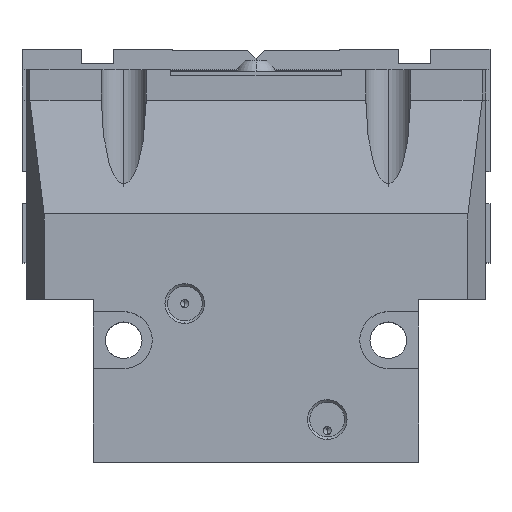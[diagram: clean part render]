
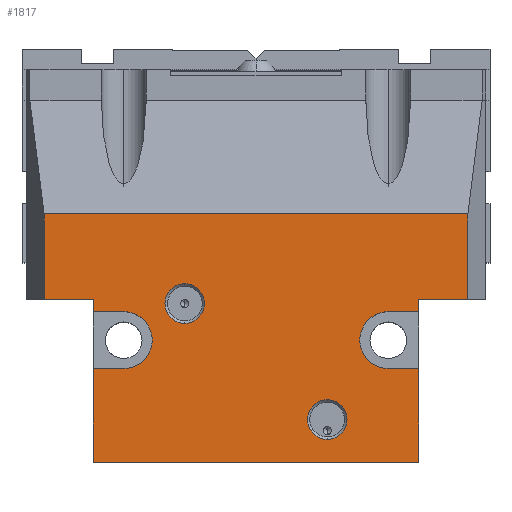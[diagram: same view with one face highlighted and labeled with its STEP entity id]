
A CAD part, top view. The second image highlights one B-rep face of the part: STEP entity #1817.
In plain terms, the highlighted planar face has unit normal (0, 0, 1).
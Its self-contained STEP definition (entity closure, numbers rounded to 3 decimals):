
#1817 = ADVANCED_FACE( '', ( #5307, #5308, #5309 ), #5310, .T. );
#2031 = VERTEX_POINT( '', #5537 );
#2057 = VERTEX_POINT( '', #5566 );
#2059 = VERTEX_POINT( '', #5568 );
#2231 = EDGE_CURVE( '', #2059, #5029, #5762, .T. );
#2275 = VERTEX_POINT( '', #5811 );
#2373 = EDGE_CURVE( '', #4307, #2387, #5924, .T. );
#2387 = VERTEX_POINT( '', #5938 );
#2507 = VERTEX_POINT( '', #6080 );
#2601 = EDGE_CURVE( '', #3415, #4697, #6187, .T. );
#2737 = VERTEX_POINT( '', #6333 );
#2785 = VERTEX_POINT( '', #6387 );
#2929 = EDGE_CURVE( '', #2785, #5067, #6547, .T. );
#2939 = EDGE_CURVE( '', #2057, #2737, #6558, .T. );
#3029 = VERTEX_POINT( '', #6664 );
#3207 = EDGE_CURVE( '', #3711, #2275, #6861, .T. );
#3369 = VERTEX_POINT( '', #7035 );
#3415 = VERTEX_POINT( '', #7089 );
#3625 = EDGE_CURVE( '', #4307, #2737, #7323, .T. );
#3635 = EDGE_CURVE( '', #2275, #4445, #7334, .T. );
#3711 = VERTEX_POINT( '', #7416 );
#3795 = EDGE_CURVE( '', #3995, #2059, #7505, .T. );
#3969 = EDGE_CURVE( '', #4445, #3029, #7702, .T. );
#3995 = VERTEX_POINT( '', #7730 );
#4173 = EDGE_CURVE( '', #2031, #3995, #7930, .T. );
#4307 = VERTEX_POINT( '', #8075 );
#4445 = VERTEX_POINT( '', #8229 );
#4447 = EDGE_CURVE( '', #3029, #2031, #8231, .T. );
#4479 = EDGE_CURVE( '', #4739, #3369, #8263, .T. );
#4655 = EDGE_CURVE( '', #3369, #4739, #8459, .T. );
#4675 = EDGE_CURVE( '', #5067, #2785, #8481, .T. );
#4697 = VERTEX_POINT( '', #8505 );
#4707 = EDGE_CURVE( '', #5167, #2507, #8516, .T. );
#4731 = EDGE_CURVE( '', #5029, #3415, #8541, .T. );
#4735 = EDGE_CURVE( '', #2507, #3711, #8545, .T. );
#4739 = VERTEX_POINT( '', #8549 );
#4847 = EDGE_CURVE( '', #4697, #2057, #8676, .T. );
#5029 = VERTEX_POINT( '', #8877 );
#5031 = EDGE_CURVE( '', #2387, #5167, #8879, .T. );
#5067 = VERTEX_POINT( '', #8919 );
#5167 = VERTEX_POINT( '', #9028 );
#5307 = FACE_BOUND( '', #9182, .T. );
#5308 = FACE_BOUND( '', #9183, .T. );
#5309 = FACE_OUTER_BOUND( '', #9184, .T. );
#5310 = PLANE( '', #9185 );
#5537 = CARTESIAN_POINT( '', ( -52.07, 61.01, 29.5 ) );
#5566 = CARTESIAN_POINT( '', ( -40., 23., 29.5 ) );
#5568 = CARTESIAN_POINT( '', ( -40., 40., 29.5 ) );
#5762 = LINE( '', #9827, #9828 );
#5811 = CARTESIAN_POINT( '', ( 40., 40., 29.5 ) );
#5924 = LINE( '', #10077, #10078 );
#5938 = CARTESIAN_POINT( '', ( 40., 23., 29.5 ) );
#6080 = CARTESIAN_POINT( '', ( 32.5, 37., 29.5 ) );
#6187 = CIRCLE( '', #10475, 7. );
#6333 = CARTESIAN_POINT( '', ( -40., 0., 29.5 ) );
#6387 = CARTESIAN_POINT( '', ( 17.5, 5.636, 29.5 ) );
#6547 = CIRCLE( '', #11070, 4.864 );
#6558 = LINE( '', #11088, #11089 );
#6664 = CARTESIAN_POINT( '', ( 52.07, 61.01, 29.5 ) );
#6861 = LINE( '', #11490, #11491 );
#7035 = CARTESIAN_POINT( '', ( -17.5, 34.136, 29.5 ) );
#7089 = CARTESIAN_POINT( '', ( -32.5, 37., 29.5 ) );
#7323 = LINE( '', #12276, #12277 );
#7334 = LINE( '', #12293, #12294 );
#7416 = CARTESIAN_POINT( '', ( 40., 37., 29.5 ) );
#7505 = LINE( '', #12614, #12615 );
#7702 = LINE( '', #12880, #12881 );
#7730 = CARTESIAN_POINT( '', ( -52.07, 40., 29.5 ) );
#7930 = LINE( '', #13236, #13237 );
#8075 = CARTESIAN_POINT( '', ( 40., 0., 29.5 ) );
#8229 = CARTESIAN_POINT( '', ( 52.07, 40., 29.5 ) );
#8231 = LINE( '', #13713, #13714 );
#8263 = CIRCLE( '', #13793, 4.864 );
#8459 = CIRCLE( '', #14078, 4.864 );
#8481 = CIRCLE( '', #14106, 4.864 );
#8505 = CARTESIAN_POINT( '', ( -32.5, 23., 29.5 ) );
#8516 = CIRCLE( '', #14152, 7. );
#8541 = LINE( '', #14241, #14242 );
#8545 = LINE( '', #14247, #14248 );
#8549 = CARTESIAN_POINT( '', ( -17.5, 43.864, 29.5 ) );
#8676 = LINE( '', #14430, #14431 );
#8877 = CARTESIAN_POINT( '', ( -40., 37., 29.5 ) );
#8879 = LINE( '', #14731, #14732 );
#8919 = CARTESIAN_POINT( '', ( 17.5, 15.364, 29.5 ) );
#9028 = CARTESIAN_POINT( '', ( 32.5, 23., 29.5 ) );
#9182 = EDGE_LOOP( '', ( #15122, #15123 ) );
#9183 = EDGE_LOOP( '', ( #15124, #15125 ) );
#9184 = EDGE_LOOP( '', ( #15126, #15127, #15128, #15129, #15130, #15131, #15132, #15133, #15134, #15135, #15136, #15137, #15138, #15139, #15140, #15141 ) );
#9185 = AXIS2_PLACEMENT_3D( '', #15142, #15143, #15144 );
#9827 = CARTESIAN_POINT( '', ( -40., 30.505, 29.5 ) );
#9828 = VECTOR( '', #15612, 1. );
#10077 = CARTESIAN_POINT( '', ( 40., 50.505, 29.5 ) );
#10078 = VECTOR( '', #15832, 1. );
#10475 = AXIS2_PLACEMENT_3D( '', #16179, #16180, #16181 );
#11070 = AXIS2_PLACEMENT_3D( '', #16552, #16553, #16554 );
#11088 = CARTESIAN_POINT( '', ( -40., 30.505, 29.5 ) );
#11089 = VECTOR( '', #16573, 1. );
#11490 = CARTESIAN_POINT( '', ( 40., 50.505, 29.5 ) );
#11491 = VECTOR( '', #16938, 1. );
#12276 = CARTESIAN_POINT( '', ( 56.5, 0., 29.5 ) );
#12277 = VECTOR( '', #17421, 1. );
#12293 = CARTESIAN_POINT( '', ( 56.5, 40., 29.5 ) );
#12294 = VECTOR( '', #17432, 1. );
#12614 = CARTESIAN_POINT( '', ( 8.25, 40., 29.5 ) );
#12615 = VECTOR( '', #17579, 1. );
#12880 = CARTESIAN_POINT( '', ( 52.07, 30.505, 29.5 ) );
#12881 = VECTOR( '', #17817, 1. );
#13236 = CARTESIAN_POINT( '', ( -52.07, 30.505, 29.5 ) );
#13237 = VECTOR( '', #18108, 1. );
#13713 = CARTESIAN_POINT( '', ( 56.5, 61.01, 29.5 ) );
#13714 = VECTOR( '', #18448, 1. );
#13793 = AXIS2_PLACEMENT_3D( '', #18459, #18460, #18461 );
#14078 = AXIS2_PLACEMENT_3D( '', #18690, #18691, #18692 );
#14106 = AXIS2_PLACEMENT_3D( '', #18706, #18707, #18708 );
#14152 = AXIS2_PLACEMENT_3D( '', #18738, #18739, #18740 );
#14241 = CARTESIAN_POINT( '', ( 12., 37., 29.5 ) );
#14242 = VECTOR( '', #18762, 1. );
#14247 = CARTESIAN_POINT( '', ( 63.25, 37., 29.5 ) );
#14248 = VECTOR( '', #18763, 1. );
#14430 = CARTESIAN_POINT( '', ( -6.75, 23., 29.5 ) );
#14431 = VECTOR( '', #18915, 1. );
#14731 = CARTESIAN_POINT( '', ( 44.5, 23., 29.5 ) );
#14732 = VECTOR( '', #19134, 1. );
#15122 = ORIENTED_EDGE( '', *, *, #4675, .T. );
#15123 = ORIENTED_EDGE( '', *, *, #2929, .T. );
#15124 = ORIENTED_EDGE( '', *, *, #4479, .T. );
#15125 = ORIENTED_EDGE( '', *, *, #4655, .T. );
#15126 = ORIENTED_EDGE( '', *, *, #5031, .T. );
#15127 = ORIENTED_EDGE( '', *, *, #4707, .T. );
#15128 = ORIENTED_EDGE( '', *, *, #4735, .T. );
#15129 = ORIENTED_EDGE( '', *, *, #3207, .T. );
#15130 = ORIENTED_EDGE( '', *, *, #3635, .T. );
#15131 = ORIENTED_EDGE( '', *, *, #3969, .T. );
#15132 = ORIENTED_EDGE( '', *, *, #4447, .T. );
#15133 = ORIENTED_EDGE( '', *, *, #4173, .T. );
#15134 = ORIENTED_EDGE( '', *, *, #3795, .T. );
#15135 = ORIENTED_EDGE( '', *, *, #2231, .T. );
#15136 = ORIENTED_EDGE( '', *, *, #4731, .T. );
#15137 = ORIENTED_EDGE( '', *, *, #2601, .T. );
#15138 = ORIENTED_EDGE( '', *, *, #4847, .T. );
#15139 = ORIENTED_EDGE( '', *, *, #2939, .T. );
#15140 = ORIENTED_EDGE( '', *, *, #3625, .F. );
#15141 = ORIENTED_EDGE( '', *, *, #2373, .T. );
#15142 = CARTESIAN_POINT( '', ( 56.5, 61.01, 29.5 ) );
#15143 = DIRECTION( '', ( 0., 0., 1. ) );
#15144 = DIRECTION( '', ( 0., 1., 0. ) );
#15612 = DIRECTION( '', ( 0., -1., 0. ) );
#15832 = DIRECTION( '', ( 0., 1., 0. ) );
#16179 = CARTESIAN_POINT( '', ( -32.5, 30., 29.5 ) );
#16180 = DIRECTION( '', ( 0., 0., -1. ) );
#16181 = DIRECTION( '', ( 0., -1., 0. ) );
#16552 = CARTESIAN_POINT( '', ( 17.5, 10.5, 29.5 ) );
#16553 = DIRECTION( '', ( 0., 0., -1. ) );
#16554 = DIRECTION( '', ( 0., 1., 0. ) );
#16573 = DIRECTION( '', ( 0., -1., 0. ) );
#16938 = DIRECTION( '', ( 0., 1., 0. ) );
#17421 = DIRECTION( '', ( -1., 0., 0. ) );
#17432 = DIRECTION( '', ( 1., 0., 0. ) );
#17579 = DIRECTION( '', ( 1., 0., 0. ) );
#17817 = DIRECTION( '', ( 0., 1., 0. ) );
#18108 = DIRECTION( '', ( 0., -1., 0. ) );
#18448 = DIRECTION( '', ( -1., 0., 0. ) );
#18459 = CARTESIAN_POINT( '', ( -17.5, 39., 29.5 ) );
#18460 = DIRECTION( '', ( 0., 0., -1. ) );
#18461 = DIRECTION( '', ( 0., 1., 0. ) );
#18690 = CARTESIAN_POINT( '', ( -17.5, 39., 29.5 ) );
#18691 = DIRECTION( '', ( 0., 0., -1. ) );
#18692 = DIRECTION( '', ( 0., 1., 0. ) );
#18706 = CARTESIAN_POINT( '', ( 17.5, 10.5, 29.5 ) );
#18707 = DIRECTION( '', ( 0., 0., -1. ) );
#18708 = DIRECTION( '', ( 0., 1., 0. ) );
#18738 = CARTESIAN_POINT( '', ( 32.5, 30., 29.5 ) );
#18739 = DIRECTION( '', ( 0., 0., -1. ) );
#18740 = DIRECTION( '', ( 0., 1., 0. ) );
#18762 = DIRECTION( '', ( 1., 0., 0. ) );
#18763 = DIRECTION( '', ( 1., 0., 0. ) );
#18915 = DIRECTION( '', ( -1., 0., 0. ) );
#19134 = DIRECTION( '', ( -1., 0., 0. ) );
